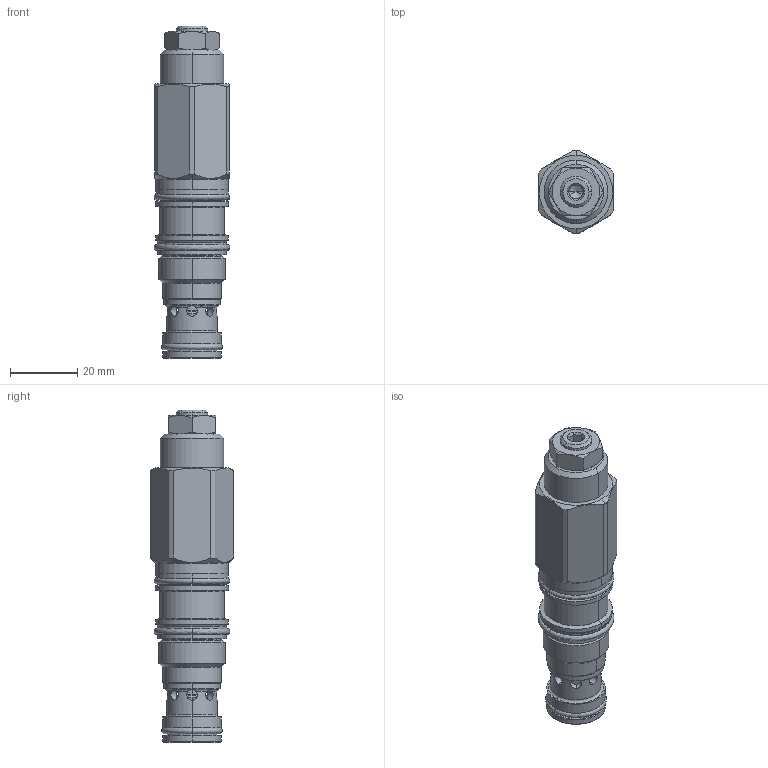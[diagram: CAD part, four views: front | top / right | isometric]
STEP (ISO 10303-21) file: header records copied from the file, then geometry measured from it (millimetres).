
FILE_DESCRIPTION((''),'2;1');
FILE_NAME('MBDA-LHN_PRT','2016-06-22T',('Administrator'),(''),'PRO/ENGINEER BY PARAMETRIC TECHNOLOGY CORPORATION, 2006240','PRO/ENGINEER BY PARAMETRIC TECHNOLOGY CORPORATION, 2006240','');
FILE_SCHEMA(('CONFIG_CONTROL_DESIGN'));
Length unit declared in the file: inch
Products named in the file (1): MBDA-LHN_PRT
Bounding box: 22.55 x 24.84 x 98.93 mm (x, y, z)
Volume: 29345.4 mm3; surface area: 10982.5 mm2
Topology: 5 solids, 7 shells, 312 faces, 724 edges, 437 vertices
Faces by surface type: cylinder 118, plane 66, cone 66, torus 50, revolution 12
Entity records: 10826 total; most frequent: CARTESIAN_POINT 3641, DIRECTION 1558, ORIENTED_EDGE 1444, EDGE_CURVE 722, AXIS2_PLACEMENT_3D 666, VERTEX_POINT 437, CIRCLE 366, EDGE_LOOP 357
